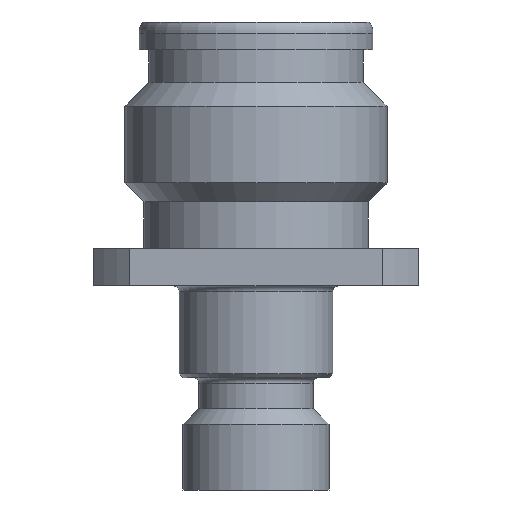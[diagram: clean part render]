
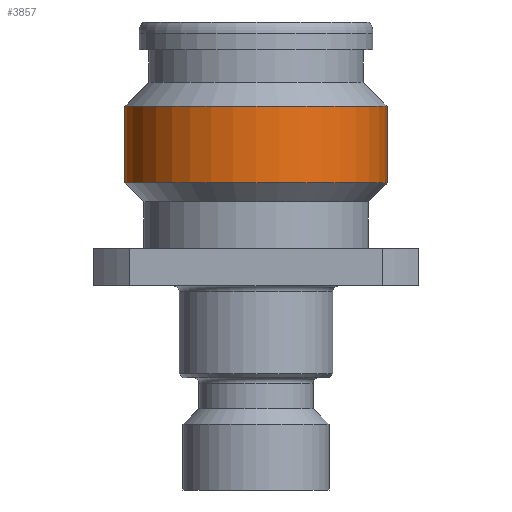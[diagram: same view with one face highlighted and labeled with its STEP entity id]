
A CAD part, front view. The second image highlights one B-rep face of the part: STEP entity #3857.
In plain terms, the highlighted cylindrical face has radius 7 mm (diameter 14 mm), a partial arc.
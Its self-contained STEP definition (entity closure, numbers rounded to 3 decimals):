
#121 = ORIENTED_EDGE ( 'NONE', *, *, #8187, .F. ) ;
#166 = CARTESIAN_POINT ( 'NONE',  ( -7., 0., -8.6 ) ) ;
#230 = LINE ( 'NONE', #4244, #3467 ) ;
#391 = EDGE_CURVE ( 'NONE', #4414, #6858, #4618, .T. ) ;
#417 = DIRECTION ( 'NONE',  ( 0., 0., 1. ) ) ;
#428 = DIRECTION ( 'NONE',  ( 1., 0., 0. ) ) ;
#851 = CARTESIAN_POINT ( 'NONE',  ( 0., 0., -8.6 ) ) ;
#891 = EDGE_LOOP ( 'NONE', ( #121, #6628, #7166, #2729 ) ) ;
#1013 = FACE_OUTER_BOUND ( 'NONE', #891, .T. ) ;
#1648 = CARTESIAN_POINT ( 'NONE',  ( 0., 0., -4.49 ) ) ;
#2581 = EDGE_CURVE ( 'NONE', #6771, #7218, #3470, .T. ) ;
#2729 = ORIENTED_EDGE ( 'NONE', *, *, #2581, .F. ) ;
#2956 = DIRECTION ( 'NONE',  ( 0., 0., 1. ) ) ;
#3467 = VECTOR ( 'NONE', #2956, 1000. ) ;
#3470 = CIRCLE ( 'NONE', #7325, 7. ) ;
#3857 = ADVANCED_FACE ( 'NONE', ( #1013 ), #5858, .T. ) ;
#4088 = DIRECTION ( 'NONE',  ( 0., 0., 1. ) ) ;
#4144 = VECTOR ( 'NONE', #417, 1000. ) ;
#4244 = CARTESIAN_POINT ( 'NONE',  ( 7., 0., 0.546 ) ) ;
#4414 = VERTEX_POINT ( 'NONE', #166 ) ;
#4589 = CARTESIAN_POINT ( 'NONE',  ( 7., 0., -8.6 ) ) ;
#4618 = CIRCLE ( 'NONE', #8128, 7. ) ;
#4690 = DIRECTION ( 'NONE',  ( 0., 0., 1. ) ) ;
#4792 = CARTESIAN_POINT ( 'NONE',  ( 0., 0., 0.546 ) ) ;
#5347 = DIRECTION ( 'NONE',  ( 1., 0., 0. ) ) ;
#5535 = CARTESIAN_POINT ( 'NONE',  ( -7., 0., 0.546 ) ) ;
#5627 = EDGE_CURVE ( 'NONE', #6858, #7218, #230, .T. ) ;
#5858 = CYLINDRICAL_SURFACE ( 'NONE', #7404, 7. ) ;
#5870 = LINE ( 'NONE', #5535, #4144 ) ;
#6628 = ORIENTED_EDGE ( 'NONE', *, *, #391, .T. ) ;
#6771 = VERTEX_POINT ( 'NONE', #7159 ) ;
#6858 = VERTEX_POINT ( 'NONE', #4589 ) ;
#7159 = CARTESIAN_POINT ( 'NONE',  ( -7., 0., -4.49 ) ) ;
#7166 = ORIENTED_EDGE ( 'NONE', *, *, #5627, .T. ) ;
#7218 = VERTEX_POINT ( 'NONE', #7340 ) ;
#7325 = AXIS2_PLACEMENT_3D ( 'NONE', #1648, #7514, #428 ) ;
#7340 = CARTESIAN_POINT ( 'NONE',  ( 7., 0., -4.49 ) ) ;
#7404 = AXIS2_PLACEMENT_3D ( 'NONE', #4792, #4690, #5347 ) ;
#7514 = DIRECTION ( 'NONE',  ( 0., 0., 1. ) ) ;
#8005 = DIRECTION ( 'NONE',  ( 1., 0., 0. ) ) ;
#8128 = AXIS2_PLACEMENT_3D ( 'NONE', #851, #4088, #8005 ) ;
#8187 = EDGE_CURVE ( 'NONE', #4414, #6771, #5870, .T. ) ;
